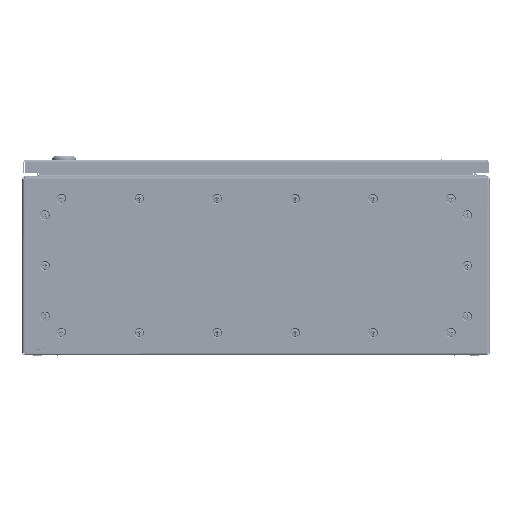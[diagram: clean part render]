
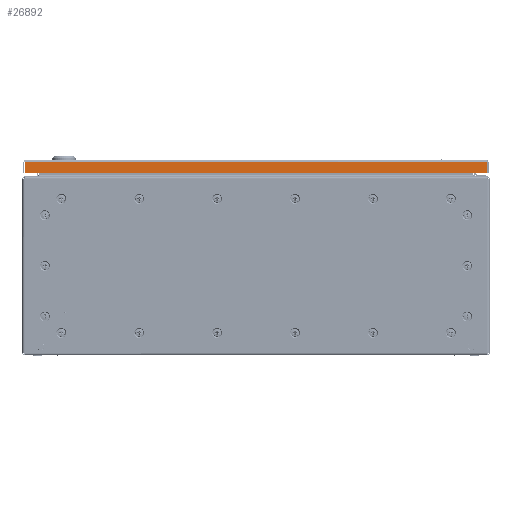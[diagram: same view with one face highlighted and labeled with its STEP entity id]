
A CAD part, front view. The second image highlights one B-rep face of the part: STEP entity #26892.
In plain terms, the highlighted planar face has unit normal (0, -1, 0).
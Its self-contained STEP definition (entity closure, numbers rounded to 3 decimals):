
#3269 = VECTOR ( 'NONE', #3648, 1000. ) ;
#3648 = DIRECTION ( 'NONE',  ( 1., 0., 0. ) ) ;
#22185 = EDGE_CURVE ( 'NONE', #23539, #67434, #108984, .T. ) ;
#22598 = EDGE_CURVE ( 'NONE', #67434, #47867, #104866, .T. ) ;
#23539 = VERTEX_POINT ( 'NONE', #89844 ) ;
#26892 = ADVANCED_FACE ( 'NONE', ( #104647 ), #66840, .F. ) ;
#28977 = EDGE_CURVE ( 'NONE', #99121, #47867, #51736, .T. ) ;
#32758 = DIRECTION ( 'NONE',  ( 0., 0., 1. ) ) ;
#35386 = CARTESIAN_POINT ( 'NONE',  ( 296.746, -498., -1.4 ) ) ;
#42521 = CARTESIAN_POINT ( 'NONE',  ( -296.746, -498., -16.5 ) ) ;
#46138 = VECTOR ( 'NONE', #52464, 1000. ) ;
#47867 = VERTEX_POINT ( 'NONE', #63624 ) ;
#49767 = CARTESIAN_POINT ( 'NONE',  ( -296.746, -498., 0. ) ) ;
#51736 = LINE ( 'NONE', #35386, #46138 ) ;
#52464 = DIRECTION ( 'NONE',  ( 0., 0., -1. ) ) ;
#63624 = CARTESIAN_POINT ( 'NONE',  ( 296.746, -498., -16.5 ) ) ;
#64770 = CARTESIAN_POINT ( 'NONE',  ( 298.5, -498., -3.4 ) ) ;
#65315 = EDGE_LOOP ( 'NONE', ( #98260, #103688, #102722, #77902 ) ) ;
#66840 = PLANE ( 'NONE',  #80817 ) ;
#67003 = LINE ( 'NONE', #64770, #3269 ) ;
#67434 = VERTEX_POINT ( 'NONE', #42521 ) ;
#69032 = VECTOR ( 'NONE', #113994, 1000. ) ;
#69306 = CARTESIAN_POINT ( 'NONE',  ( 296.746, -498., -3.4 ) ) ;
#77902 = ORIENTED_EDGE ( 'NONE', *, *, #22598, .T. ) ;
#80817 = AXIS2_PLACEMENT_3D ( 'NONE', #111813, #86815, #32758 ) ;
#85597 = VECTOR ( 'NONE', #92938, 1000. ) ;
#86815 = DIRECTION ( 'NONE',  ( 0., 1., 0. ) ) ;
#89844 = CARTESIAN_POINT ( 'NONE',  ( -296.746, -498., -3.4 ) ) ;
#92938 = DIRECTION ( 'NONE',  ( 0., 0., -1. ) ) ;
#98249 = CARTESIAN_POINT ( 'NONE',  ( 0., -498., -16.5 ) ) ;
#98260 = ORIENTED_EDGE ( 'NONE', *, *, #28977, .F. ) ;
#99121 = VERTEX_POINT ( 'NONE', #69306 ) ;
#102722 = ORIENTED_EDGE ( 'NONE', *, *, #22185, .T. ) ;
#103504 = EDGE_CURVE ( 'NONE', #23539, #99121, #67003, .T. ) ;
#103688 = ORIENTED_EDGE ( 'NONE', *, *, #103504, .F. ) ;
#104647 = FACE_OUTER_BOUND ( 'NONE', #65315, .T. ) ;
#104866 = LINE ( 'NONE', #98249, #69032 ) ;
#108984 = LINE ( 'NONE', #49767, #85597 ) ;
#111813 = CARTESIAN_POINT ( 'NONE',  ( 0., -498., 0. ) ) ;
#113994 = DIRECTION ( 'NONE',  ( 1., 0., 0. ) ) ;
